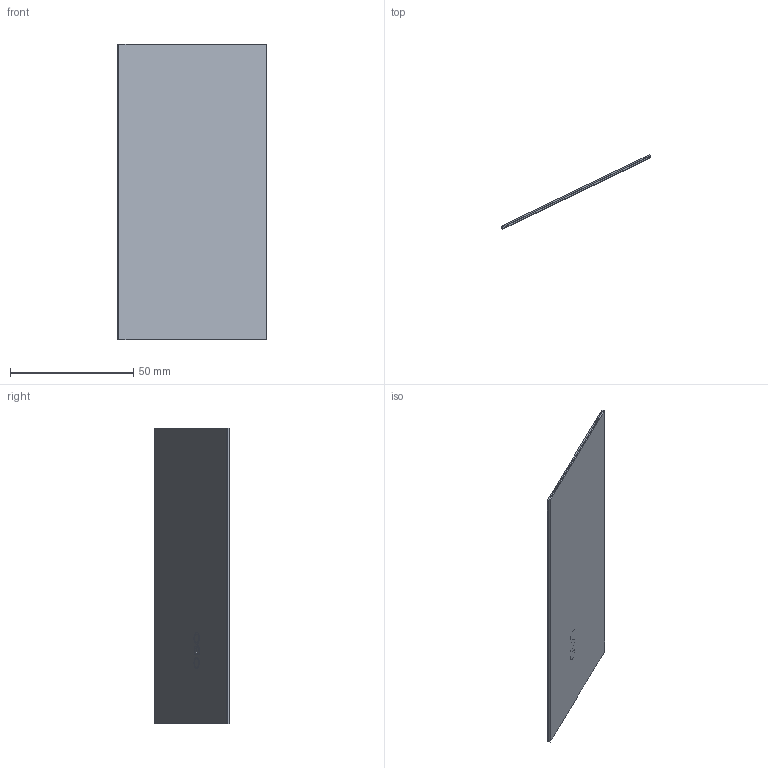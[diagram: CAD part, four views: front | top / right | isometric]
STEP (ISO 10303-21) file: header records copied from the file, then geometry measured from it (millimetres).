
FILE_DESCRIPTION((''),'2;1');
FILE_NAME('010439_5-6277290_ASM','2015-07-07T',('AndreasKeweloh'),(''),'CREO PARAMETRIC BY PTC INC, 2015080','CREO PARAMETRIC BY PTC INC, 2015080','');
FILE_SCHEMA(('CONFIG_CONTROL_DESIGN'));
Length unit declared in the file: millimetre
Products named in the file (2): 010439T1_STANDARDSM-FLAT-PATTER; 010439_5-6277290_ASM
Assembly tree (2 placements, depth 2):
  010439_5-6277290_ASM
    010439T1_STANDARDSM-FLAT-PATTER  x2
Bounding box: 60.8 x 30.08 x 120 mm (x, y, z)
Volume: 8025.8 mm3; surface area: 32555.9 mm2
Topology: 2 solids, 2 shells, 104 faces, 258 edges, 172 vertices
Faces by surface type: extrusion 52, plane 52
Entity records: 2966 total; most frequent: CARTESIAN_POINT 1753, ORIENTED_EDGE 258, DIRECTION 163, EDGE_CURVE 129, VECTOR 103, VERTEX_POINT 86, B_SPLINE_CURVE_WITH_KNOTS 78, LINE 77
